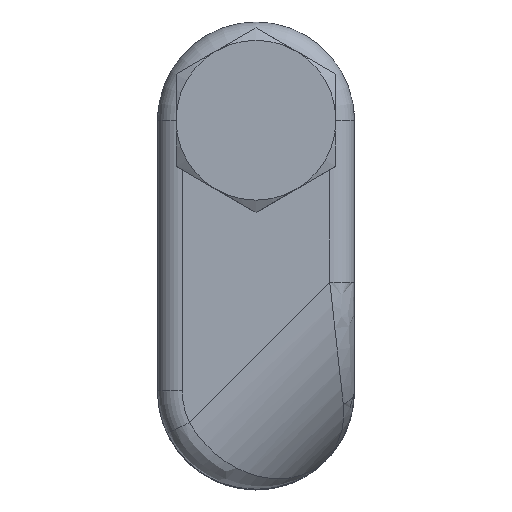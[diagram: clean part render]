
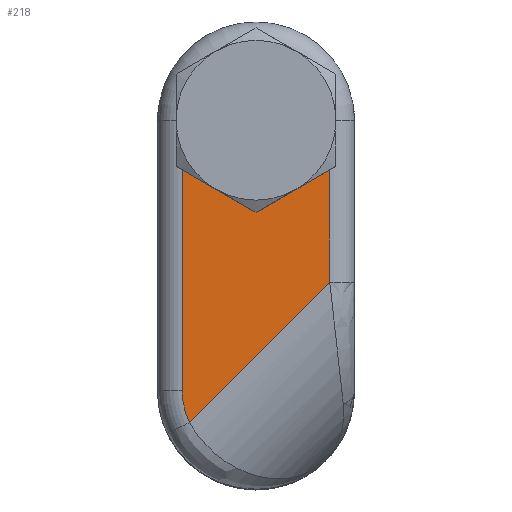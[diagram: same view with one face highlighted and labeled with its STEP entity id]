
A CAD part, top view. The second image highlights one B-rep face of the part: STEP entity #218.
In plain terms, the highlighted planar face has unit normal (0, 0, 1).
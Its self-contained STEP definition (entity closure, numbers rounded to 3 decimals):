
#143=FACE_BOUND('',#341,.T.);
#144=FACE_BOUND('',#342,.T.);
#165=PLANE('',#983);
#218=ADVANCED_FACE('',(#143,#144),#165,.F.);
#341=EDGE_LOOP('',(#595));
#342=EDGE_LOOP('',(#596,#597,#598,#599,#600));
#411=CIRCLE('',#980,4.1);
#412=CIRCLE('',#981,6.);
#413=CIRCLE('',#982,6.);
#595=ORIENTED_EDGE('',*,*,#808,.T.);
#596=ORIENTED_EDGE('',*,*,#809,.T.);
#597=ORIENTED_EDGE('',*,*,#810,.T.);
#598=ORIENTED_EDGE('',*,*,#811,.F.);
#599=ORIENTED_EDGE('',*,*,#812,.T.);
#600=ORIENTED_EDGE('',*,*,#813,.T.);
#706=VERTEX_POINT('',#1596);
#707=VERTEX_POINT('',#1598);
#708=VERTEX_POINT('',#1599);
#709=VERTEX_POINT('',#1601);
#710=VERTEX_POINT('',#1603);
#711=VERTEX_POINT('',#1605);
#808=EDGE_CURVE('',#706,#706,#411,.T.);
#809=EDGE_CURVE('',#707,#708,#858,.T.);
#810=EDGE_CURVE('',#708,#709,#412,.T.);
#811=EDGE_CURVE('',#710,#709,#859,.T.);
#812=EDGE_CURVE('',#710,#711,#860,.T.);
#813=EDGE_CURVE('',#711,#707,#413,.T.);
#858=LINE('',#1597,#896);
#859=LINE('',#1602,#897);
#860=LINE('',#1604,#898);
#896=VECTOR('',#1195,1.);
#897=VECTOR('',#1198,1.);
#898=VECTOR('',#1199,1.);
#980=AXIS2_PLACEMENT_3D('',#1595,#1193,#1194);
#981=AXIS2_PLACEMENT_3D('',#1600,#1196,#1197);
#982=AXIS2_PLACEMENT_3D('',#1606,#1200,#1201);
#983=AXIS2_PLACEMENT_3D('',#1607,#1202,#1203);
#1193=DIRECTION('',(0.,0.,-1.));
#1194=DIRECTION('',(-1.,0.,0.));
#1195=DIRECTION('',(0.,-1.,0.));
#1196=DIRECTION('',(0.,0.,1.));
#1197=DIRECTION('',(-1.,0.,0.));
#1198=DIRECTION('',(-0.707,-0.707,0.));
#1199=DIRECTION('',(0.,1.,0.));
#1200=DIRECTION('',(0.,0.,1.));
#1201=DIRECTION('',(-1.,0.,0.));
#1202=DIRECTION('',(0.,0.,-1.));
#1203=DIRECTION('',(-1.,0.,0.));
#1595=CARTESIAN_POINT('',(0.,0.,45.));
#1596=CARTESIAN_POINT('',(-4.1,0.,45.));
#1597=CARTESIAN_POINT('',(-6.,-22.,45.));
#1598=CARTESIAN_POINT('',(-6.,0.,45.));
#1599=CARTESIAN_POINT('',(-6.,-22.,45.));
#1600=CARTESIAN_POINT('',(0.,-22.,45.));
#1601=CARTESIAN_POINT('',(-5.414,-24.586,45.));
#1602=CARTESIAN_POINT('',(30.799,11.627,45.));
#1603=CARTESIAN_POINT('',(6.,-13.172,45.));
#1604=CARTESIAN_POINT('',(6.,0.,45.));
#1605=CARTESIAN_POINT('',(6.,0.,45.));
#1606=CARTESIAN_POINT('',(0.,0.,45.));
#1607=CARTESIAN_POINT('',(0.,0.,45.));
